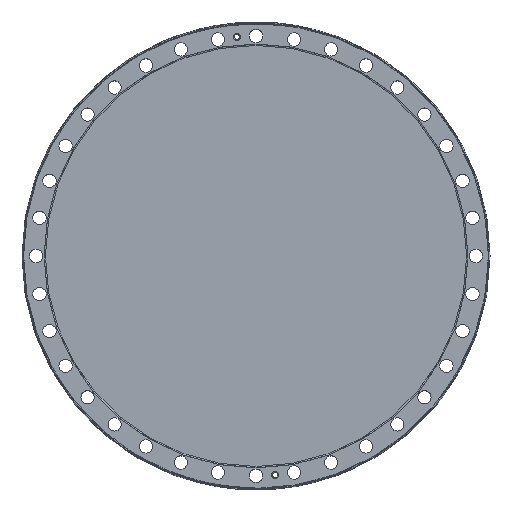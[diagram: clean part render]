
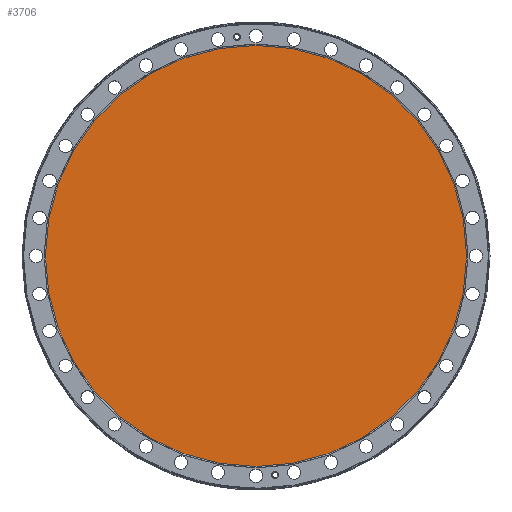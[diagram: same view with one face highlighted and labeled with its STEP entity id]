
A CAD part, top view. The second image highlights one B-rep face of the part: STEP entity #3706.
In plain terms, the highlighted planar face has unit normal (0, 0, 1).
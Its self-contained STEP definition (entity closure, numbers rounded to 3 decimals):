
#58 = DIRECTION ( 'NONE',  ( 1., 0., 0. ) ) ;
#78 = CARTESIAN_POINT ( 'NONE',  ( 0., 0., -6.35 ) ) ;
#385 = DIRECTION ( 'NONE',  ( 1., 0., 0. ) ) ;
#1055 = VERTEX_POINT ( 'NONE', #3851 ) ;
#1209 = EDGE_CURVE ( 'NONE', #1988, #1055, #2670, .T. ) ;
#1318 = CARTESIAN_POINT ( 'NONE',  ( 0., 267.7, -6.35 ) ) ;
#1616 = DIRECTION ( 'NONE',  ( 1., 0., 0. ) ) ;
#1871 = DIRECTION ( 'NONE',  ( 0., 0., 1. ) ) ;
#1969 = CARTESIAN_POINT ( 'NONE',  ( 267.7, 0., -6.35 ) ) ;
#1988 = VERTEX_POINT ( 'NONE', #1969 ) ;
#2131 = ORIENTED_EDGE ( 'NONE', *, *, #2863, .T. ) ;
#2195 = DIRECTION ( 'NONE',  ( 0., 0., 1. ) ) ;
#2347 = AXIS2_PLACEMENT_3D ( 'NONE', #1318, #3438, #1616 ) ;
#2608 = CIRCLE ( 'NONE', #3078, 267.7 ) ;
#2670 = CIRCLE ( 'NONE', #3065, 267.7 ) ;
#2744 = EDGE_LOOP ( 'NONE', ( #3646, #2131 ) ) ;
#2863 = EDGE_CURVE ( 'NONE', #1055, #1988, #2608, .T. ) ;
#3065 = AXIS2_PLACEMENT_3D ( 'NONE', #3678, #1871, #58 ) ;
#3078 = AXIS2_PLACEMENT_3D ( 'NONE', #78, #2195, #385 ) ;
#3438 = DIRECTION ( 'NONE',  ( 0., 0., 1. ) ) ;
#3462 = FACE_OUTER_BOUND ( 'NONE', #2744, .T. ) ;
#3646 = ORIENTED_EDGE ( 'NONE', *, *, #1209, .T. ) ;
#3678 = CARTESIAN_POINT ( 'NONE',  ( 0., 0., -6.35 ) ) ;
#3706 = ADVANCED_FACE ( 'NONE', ( #3462 ), #3721, .T. ) ;
#3721 = PLANE ( 'NONE',  #2347 ) ;
#3851 = CARTESIAN_POINT ( 'NONE',  ( -267.7, 0., -6.35 ) ) ;
